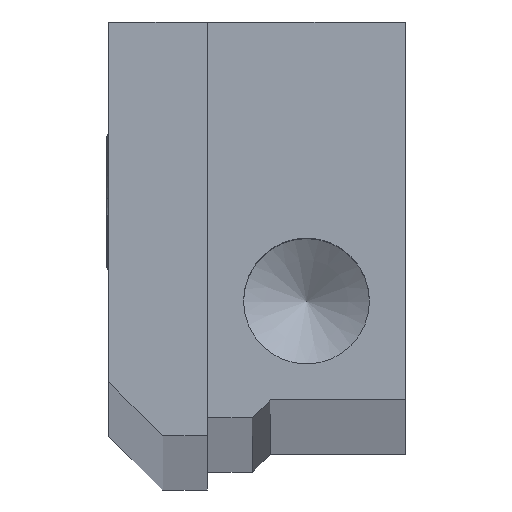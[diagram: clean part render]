
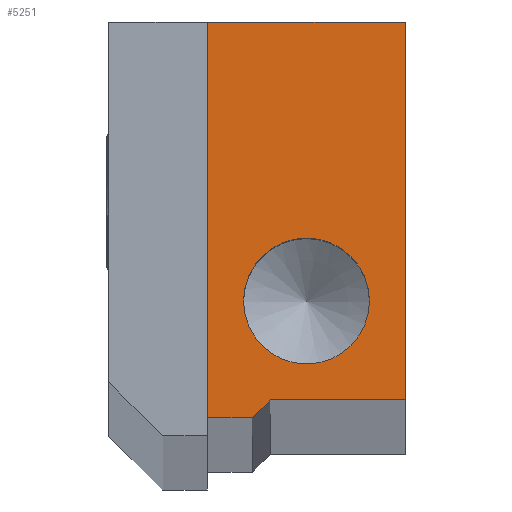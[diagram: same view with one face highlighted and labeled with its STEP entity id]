
A CAD part, top view. The second image highlights one B-rep face of the part: STEP entity #5251.
In plain terms, the highlighted planar face has unit normal (0, 0, 1).
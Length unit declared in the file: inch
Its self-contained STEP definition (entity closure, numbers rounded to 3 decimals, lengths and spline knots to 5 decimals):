
#251=LINE($,#8797,#296);
#255=LINE($,#8805,#300);
#258=LINE($,#8811,#303);
#261=LINE($,#8817,#306);
#264=LINE($,#8823,#309);
#267=LINE($,#8828,#312);
#296=VECTOR($,#7155,0.46925);
#300=VECTOR($,#7161,0.08839);
#303=VECTOR($,#7166,0.15625);
#306=VECTOR($,#7171,1.375);
#309=VECTOR($,#7176,0.688);
#312=VECTOR($,#7181,1.3125);
#406=PLANE($,#5861);
#776=FACE_BOUND($,#1895,.T.);
#777=FACE_BOUND($,#1896,.T.);
#1895=EDGE_LOOP($,(#4316));
#1896=EDGE_LOOP($,(#4317,#4318,#4319,#4320,#4321,#4322));
#2593=CIRCLE($,#5850,0.21875);
#3052=VERTEX_POINT($,#8786);
#3055=VERTEX_POINT($,#8795);
#3056=VERTEX_POINT($,#8796);
#3059=VERTEX_POINT($,#8804);
#3061=VERTEX_POINT($,#8810);
#3063=VERTEX_POINT($,#8816);
#3065=VERTEX_POINT($,#8822);
#3545=EDGE_CURVE($,#3052,#3052,#2593,.T.);
#3548=EDGE_CURVE($,#3055,#3056,#251,.T.);
#3552=EDGE_CURVE($,#3056,#3059,#255,.T.);
#3555=EDGE_CURVE($,#3059,#3061,#258,.T.);
#3558=EDGE_CURVE($,#3061,#3063,#261,.T.);
#3561=EDGE_CURVE($,#3063,#3065,#264,.T.);
#3564=EDGE_CURVE($,#3065,#3055,#267,.T.);
#4316=ORIENTED_EDGE($,*,*,#3545,.T.);
#4317=ORIENTED_EDGE($,*,*,#3548,.F.);
#4318=ORIENTED_EDGE($,*,*,#3564,.F.);
#4319=ORIENTED_EDGE($,*,*,#3561,.F.);
#4320=ORIENTED_EDGE($,*,*,#3558,.F.);
#4321=ORIENTED_EDGE($,*,*,#3555,.F.);
#4322=ORIENTED_EDGE($,*,*,#3552,.F.);
#5251=ADVANCED_FACE($,(#776,#777),#406,.T.);
#5850=AXIS2_PLACEMENT_3D($,#8787,#7143,#7144);
#5861=AXIS2_PLACEMENT_3D($,#8830,#7183,#7184);
#7143=DIRECTION('center_axis',(0.,0.,-1.));
#7144=DIRECTION('ref_axis',(1.,0.,0.));
#7155=DIRECTION($,(-1.,0.,0.));
#7161=DIRECTION($,(-0.707,-0.707,0.));
#7166=DIRECTION($,(-1.,0.,0.));
#7171=DIRECTION($,(0.,1.,0.));
#7176=DIRECTION($,(1.,0.,0.));
#7181=DIRECTION($,(0.,-1.,0.));
#7183=DIRECTION('center_axis',(0.,0.,1.));
#7184=DIRECTION('ref_axis',(1.,0.,0.));
#8786=CARTESIAN_POINT('',(-0.125,-0.96875,108.));
#8787=CARTESIAN_POINT('Origin',(-0.34375,-0.96875,108.));
#8795=CARTESIAN_POINT('',(0.,-1.3125,108.));
#8796=CARTESIAN_POINT('',(-0.46925,-1.3125,108.));
#8797=CARTESIAN_POINT($,(0.,-1.3125,108.));
#8804=CARTESIAN_POINT('',(-0.53175,-1.375,108.));
#8805=CARTESIAN_POINT($,(-0.46925,-1.3125,108.));
#8810=CARTESIAN_POINT('',(-0.688,-1.375,108.));
#8811=CARTESIAN_POINT($,(-0.53175,-1.375,108.));
#8816=CARTESIAN_POINT('',(-0.688,0.,108.));
#8817=CARTESIAN_POINT($,(-0.688,-1.375,108.));
#8822=CARTESIAN_POINT('',(0.,0.,108.));
#8823=CARTESIAN_POINT($,(-0.688,0.,108.));
#8828=CARTESIAN_POINT($,(0.,0.,108.));
#8830=CARTESIAN_POINT('Origin',(-0.35025,-0.67398,108.));
